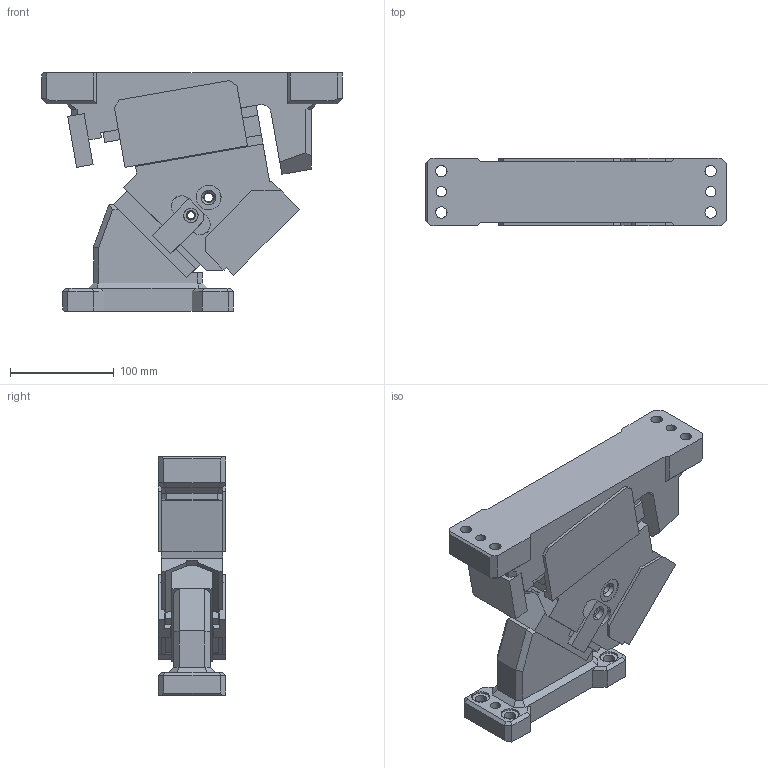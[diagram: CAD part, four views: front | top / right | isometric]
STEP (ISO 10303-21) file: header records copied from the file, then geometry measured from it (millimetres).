
FILE_DESCRIPTION(('CATIA V5 STEP Exchange'),'2;1');
FILE_NAME('CACT-65-45.stp','2017-12-13T16:19:31+00:00',('none'),('none'),'CATIA Version 5 Release 20 GA (IN-10)','CATIA V5 STEP AP203','none');
FILE_SCHEMA(('CONFIG_CONTROL_DESIGN'));
Length unit declared in the file: millimetre
Products named in the file (1): CACT-65-45
Bounding box: 290 x 65 x 230 mm (x, y, z)
Volume: 2201206.4 mm3; surface area: 251071.5 mm2
Topology: 3 solids, 3 shells, 334 faces, 910 edges, 603 vertices
Faces by surface type: plane 242, cylinder 86, cone 6
Entity records: 12358 total; most frequent: CARTESIAN_POINT 4076, ORIENTED_EDGE 1816, DIRECTION 1445, EDGE_CURVE 908, VECTOR 682, LINE 682, VERTEX_POINT 603, AXIS2_PLACEMENT_3D 430
